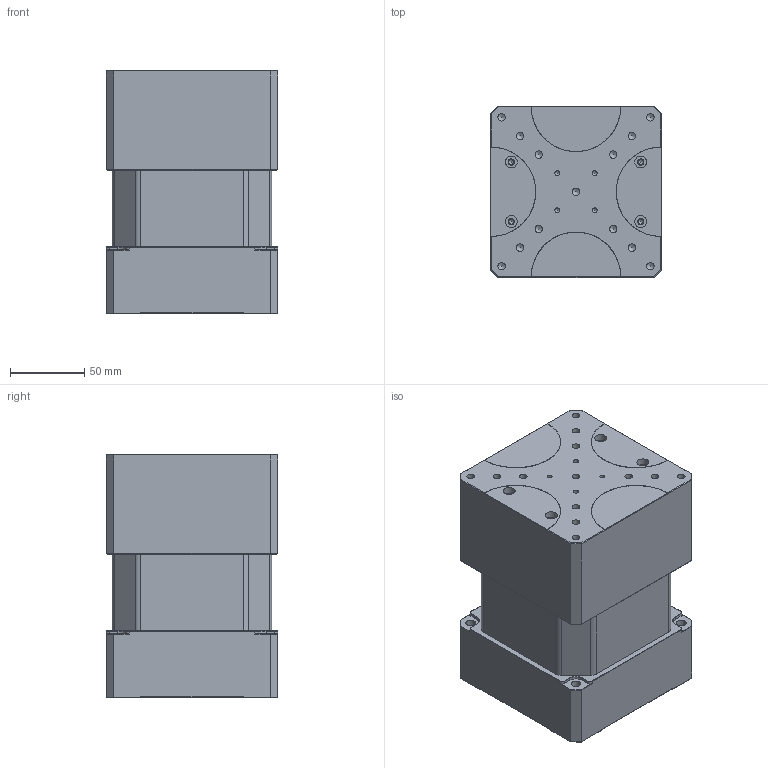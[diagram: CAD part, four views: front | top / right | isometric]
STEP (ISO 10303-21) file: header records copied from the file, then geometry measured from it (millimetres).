
FILE_DESCRIPTION (( 'STEP AP203' ), '1' );
FILE_NAME ('528665.STEP', '2024-12-31T04:02:41', ( 'Windows User' ), ( 'P R C' ), 'SwSTEP 2.0', 'SolidWorks 2020', '' );
FILE_SCHEMA (( 'CONFIG_CONTROL_DESIGN' ));
Length unit declared in the file: millimetre
Products named in the file (1): 528665
Bounding box: 115 x 115 x 163.5 mm (x, y, z)
Surface area: 355200.4 mm2 (no closed solid volume)
Topology: 0 solids, 53 shells, 1712 faces, 4097 edges, 2558 vertices
Faces by surface type: plane 1087, cylinder 341, cone 218, torus 48, bspline 18
Full cylindrical faces by diameter (mm): 1.6 x10, 1.8 x2, 2 x6, 2.05 x2, 2.2 x6, 2.5 x14, 2.7 x2, 3 x6, 3.3 x19, 3.35 x4, 3.4 x4, 3.8 x6, 4 x21, 4.3 x30, 4.4 x6, 4.5 x6, 5 x13, 5.3 x8, 5.5 x4, 6.5 x4, 7 x14, 8 x27, 9.5 x16, 10 x9, 12 x4, 13 x4, 14 x2, 22 x1
Entity records: 47205 total; most frequent: CARTESIAN_POINT 10330, DIRECTION 7713, ORIENTED_EDGE 6819, EDGE_CURVE 3411, AXIS2_PLACEMENT_3D 2757, EDGE_LOOP 2391, VERTEX_POINT 2324, LINE 2199
